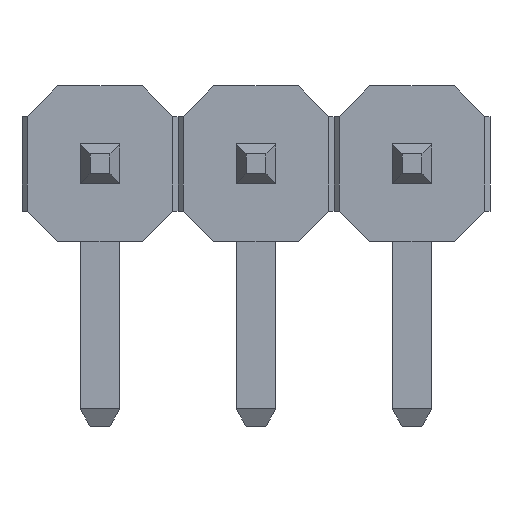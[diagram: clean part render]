
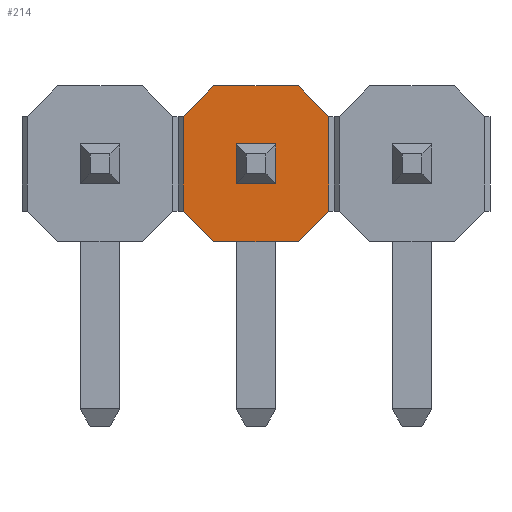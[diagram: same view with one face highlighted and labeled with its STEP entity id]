
A CAD part, front view. The second image highlights one B-rep face of the part: STEP entity #214.
In plain terms, the highlighted planar face has unit normal (0, -1, 0).
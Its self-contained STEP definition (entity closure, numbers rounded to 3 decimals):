
#214=ADVANCED_FACE('',(#1194),#1196,.F.);
#1194=FACE_BOUND('',#1195,.T.);
#1195=EDGE_LOOP('',(#1948,#1949,#1950,#1951,#1952,#1953,#1954,#1955));
#1196=PLANE('',#1197);
#1197=AXIS2_PLACEMENT_3D('',#1198,#1199,#1200);
#1198=CARTESIAN_POINT('',(5.08,-4.025,0.));
#1199=DIRECTION('',(-0.,1.,0.));
#1200=DIRECTION('',(1.,0.,0.));
#1948=ORIENTED_EDGE('',*,*,#2436,.T.);
#1949=ORIENTED_EDGE('',*,*,#2400,.F.);
#1950=ORIENTED_EDGE('',*,*,#2437,.F.);
#1951=ORIENTED_EDGE('',*,*,#2394,.F.);
#1952=ORIENTED_EDGE('',*,*,#2438,.T.);
#1953=ORIENTED_EDGE('',*,*,#2416,.F.);
#1954=ORIENTED_EDGE('',*,*,#2439,.F.);
#1955=ORIENTED_EDGE('',*,*,#2410,.F.);
#2394=EDGE_CURVE('',#2655,#2657,#2658,.T.);
#2400=EDGE_CURVE('',#2667,#2669,#2670,.T.);
#2410=EDGE_CURVE('',#2678,#2683,#2684,.T.);
#2416=EDGE_CURVE('',#2693,#2695,#2696,.T.);
#2436=EDGE_CURVE('',#2678,#2669,#2724,.T.);
#2437=EDGE_CURVE('',#2657,#2667,#2725,.T.);
#2438=EDGE_CURVE('',#2655,#2695,#2726,.T.);
#2439=EDGE_CURVE('',#2683,#2693,#2727,.T.);
#2655=VERTEX_POINT('',#3073);
#2657=VERTEX_POINT('',#3077);
#2658=LINE('',#3078,#3079);
#2667=VERTEX_POINT('',#3097);
#2669=VERTEX_POINT('',#3101);
#2670=LINE('',#3102,#3103);
#2678=VERTEX_POINT('',#3124);
#2683=VERTEX_POINT('',#3135);
#2684=LINE('',#3136,#3137);
#2693=VERTEX_POINT('',#3155);
#2695=VERTEX_POINT('',#3159);
#2696=LINE('',#3160,#3161);
#2724=LINE('',#3228,#3229);
#2725=LINE('',#3231,#3232);
#2726=LINE('',#3234,#3235);
#2727=LINE('',#3237,#3238);
#3073=CARTESIAN_POINT('',(3.725,-4.025,0.5));
#3077=CARTESIAN_POINT('',(3.225,-4.025,0.));
#3078=CARTESIAN_POINT('',(3.725,-4.025,0.5));
#3079=VECTOR('',#3080,1.);
#3080=DIRECTION('',(-0.707,0.,-0.707));
#3097=CARTESIAN_POINT('',(1.855,-4.025,0.));
#3101=CARTESIAN_POINT('',(1.355,-4.025,0.5));
#3102=CARTESIAN_POINT('',(1.855,-4.025,0.));
#3103=VECTOR('',#3104,1.);
#3104=DIRECTION('',(-0.707,0.,0.707));
#3124=CARTESIAN_POINT('',(1.355,-4.025,2.04));
#3135=CARTESIAN_POINT('',(1.855,-4.025,2.54));
#3136=CARTESIAN_POINT('',(1.355,-4.025,2.04));
#3137=VECTOR('',#3138,1.);
#3138=DIRECTION('',(0.707,0.,0.707));
#3155=CARTESIAN_POINT('',(3.225,-4.025,2.54));
#3159=CARTESIAN_POINT('',(3.725,-4.025,2.04));
#3160=CARTESIAN_POINT('',(3.225,-4.025,2.54));
#3161=VECTOR('',#3162,1.);
#3162=DIRECTION('',(0.707,0.,-0.707));
#3228=CARTESIAN_POINT('',(1.355,-4.025,2.04));
#3229=VECTOR('',#3230,1.);
#3230=DIRECTION('',(0.,0.,-1.));
#3231=CARTESIAN_POINT('',(3.225,-4.025,0.));
#3232=VECTOR('',#3233,1.);
#3233=DIRECTION('',(-1.,0.,0.));
#3234=CARTESIAN_POINT('',(3.725,-4.025,0.5));
#3235=VECTOR('',#3236,1.);
#3236=DIRECTION('',(0.,0.,1.));
#3237=CARTESIAN_POINT('',(1.855,-4.025,2.54));
#3238=VECTOR('',#3239,1.);
#3239=DIRECTION('',(1.,0.,0.));
